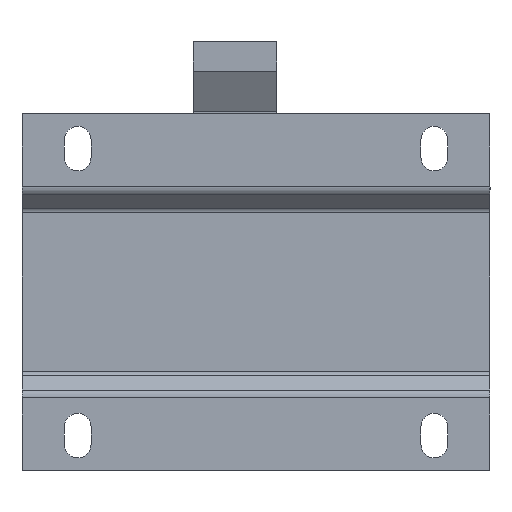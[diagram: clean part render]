
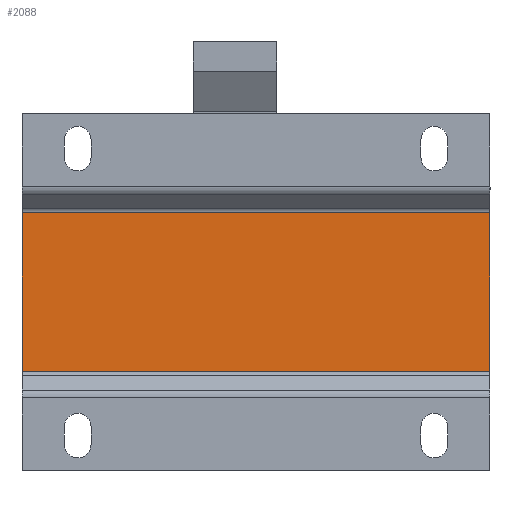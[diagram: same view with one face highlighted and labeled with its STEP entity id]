
A CAD part, front view. The second image highlights one B-rep face of the part: STEP entity #2088.
In plain terms, the highlighted planar face has unit normal (0, -1, 0).
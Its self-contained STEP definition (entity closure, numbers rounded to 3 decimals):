
#19 = VECTOR ( 'NONE', #214, 1000. ) ;
#121 = CARTESIAN_POINT ( 'NONE',  ( 0., -36., 14.25 ) ) ;
#139 = EDGE_CURVE ( 'NONE', #3419, #2281, #645, .T. ) ;
#214 = DIRECTION ( 'NONE',  ( -1., 0., 0. ) ) ;
#317 = ORIENTED_EDGE ( 'NONE', *, *, #4316, .F. ) ;
#469 = CARTESIAN_POINT ( 'NONE',  ( 42., -36., -14.25 ) ) ;
#478 = VECTOR ( 'NONE', #668, 1000. ) ;
#496 = CARTESIAN_POINT ( 'NONE',  ( 42., -36., 14.25 ) ) ;
#645 = LINE ( 'NONE', #2124, #478 ) ;
#668 = DIRECTION ( 'NONE',  ( 0., 0., -1. ) ) ;
#713 = AXIS2_PLACEMENT_3D ( 'NONE', #2171, #2944, #3262 ) ;
#784 = VECTOR ( 'NONE', #1685, 1000. ) ;
#1008 = VERTEX_POINT ( 'NONE', #1827 ) ;
#1593 = CARTESIAN_POINT ( 'NONE',  ( -42., -36., -32. ) ) ;
#1685 = DIRECTION ( 'NONE',  ( -1., 0., 0. ) ) ;
#1827 = CARTESIAN_POINT ( 'NONE',  ( -42., -36., -14.25 ) ) ;
#1850 = FACE_OUTER_BOUND ( 'NONE', #4068, .T. ) ;
#2077 = DIRECTION ( 'NONE',  ( 0., 0., 1. ) ) ;
#2088 = ADVANCED_FACE ( 'NONE', ( #1850 ), #4038, .F. ) ;
#2124 = CARTESIAN_POINT ( 'NONE',  ( 42., -36., -32. ) ) ;
#2171 = CARTESIAN_POINT ( 'NONE',  ( 0., -36., 0. ) ) ;
#2281 = VERTEX_POINT ( 'NONE', #469 ) ;
#2837 = EDGE_CURVE ( 'NONE', #3419, #2910, #3538, .T. ) ;
#2910 = VERTEX_POINT ( 'NONE', #4728 ) ;
#2944 = DIRECTION ( 'NONE',  ( 0., 1., 0. ) ) ;
#3147 = LINE ( 'NONE', #1593, #3179 ) ;
#3179 = VECTOR ( 'NONE', #2077, 1000. ) ;
#3262 = DIRECTION ( 'NONE',  ( 0., 0., 1. ) ) ;
#3419 = VERTEX_POINT ( 'NONE', #496 ) ;
#3538 = LINE ( 'NONE', #121, #19 ) ;
#3883 = ORIENTED_EDGE ( 'NONE', *, *, #2837, .T. ) ;
#3919 = CARTESIAN_POINT ( 'NONE',  ( 0., -36., -14.25 ) ) ;
#3922 = ORIENTED_EDGE ( 'NONE', *, *, #4357, .F. ) ;
#4038 = PLANE ( 'NONE',  #713 ) ;
#4068 = EDGE_LOOP ( 'NONE', ( #4550, #3883, #3922, #317 ) ) ;
#4316 = EDGE_CURVE ( 'NONE', #2281, #1008, #4606, .T. ) ;
#4357 = EDGE_CURVE ( 'NONE', #1008, #2910, #3147, .T. ) ;
#4550 = ORIENTED_EDGE ( 'NONE', *, *, #139, .F. ) ;
#4606 = LINE ( 'NONE', #3919, #784 ) ;
#4728 = CARTESIAN_POINT ( 'NONE',  ( -42., -36., 14.25 ) ) ;
